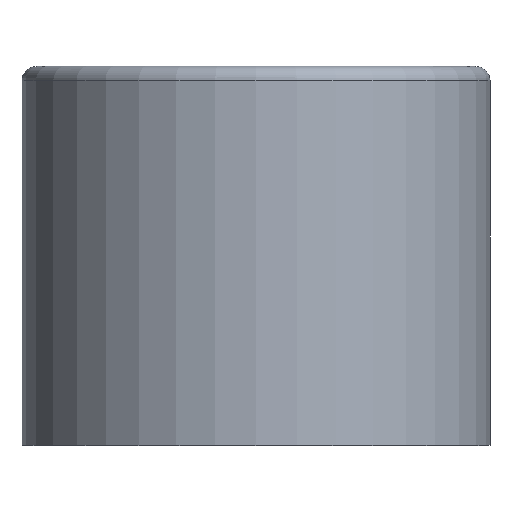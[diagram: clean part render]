
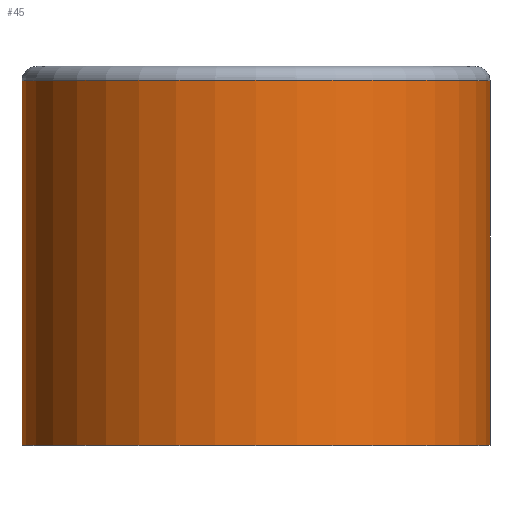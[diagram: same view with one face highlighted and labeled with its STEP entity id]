
A CAD part, top view. The second image highlights one B-rep face of the part: STEP entity #45.
In plain terms, the highlighted cylindrical face has radius 4.204 mm (diameter 8.407 mm), a full revolution.
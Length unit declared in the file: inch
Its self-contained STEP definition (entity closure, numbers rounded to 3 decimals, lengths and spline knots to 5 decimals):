
#15=CYLINDRICAL_SURFACE($,#54,0.1655);
#17=FACE_BOUND($,#25,.T.);
#19=FACE_OUTER_BOUND($,#24,.T.);
#24=EDGE_LOOP($,(#39));
#25=EDGE_LOOP($,(#40));
#28=CIRCLE($,#52,0.1655);
#30=CIRCLE($,#55,0.1655);
#31=VERTEX_POINT($,#76);
#33=VERTEX_POINT($,#81);
#34=EDGE_CURVE($,#31,#31,#28,.T.);
#36=EDGE_CURVE($,#33,#33,#30,.T.);
#39=ORIENTED_EDGE($,*,*,#36,.F.);
#40=ORIENTED_EDGE($,*,*,#34,.T.);
#45=ADVANCED_FACE($,(#19,#17),#15,.T.);
#52=AXIS2_PLACEMENT_3D($,#77,#62,#63);
#54=AXIS2_PLACEMENT_3D($,#80,#66,#67);
#55=AXIS2_PLACEMENT_3D($,#82,#68,#69);
#62=DIRECTION('center_axis',(0.,-1.,0.));
#63=DIRECTION('ref_axis',(0.,0.,-1.));
#66=DIRECTION('center_axis',(0.,-1.,0.));
#67=DIRECTION('ref_axis',(0.,0.,-1.));
#68=DIRECTION('center_axis',(0.,-1.,0.));
#69=DIRECTION('ref_axis',(0.,0.,-1.));
#76=CARTESIAN_POINT('',(0.,0.238,-0.1655));
#77=CARTESIAN_POINT('Origin',(0.,0.238,0.));
#80=CARTESIAN_POINT('Origin',(0.,0.109,0.));
#81=CARTESIAN_POINT('',(0.,-0.02,-0.1655));
#82=CARTESIAN_POINT('Origin',(0.,-0.02,0.));
